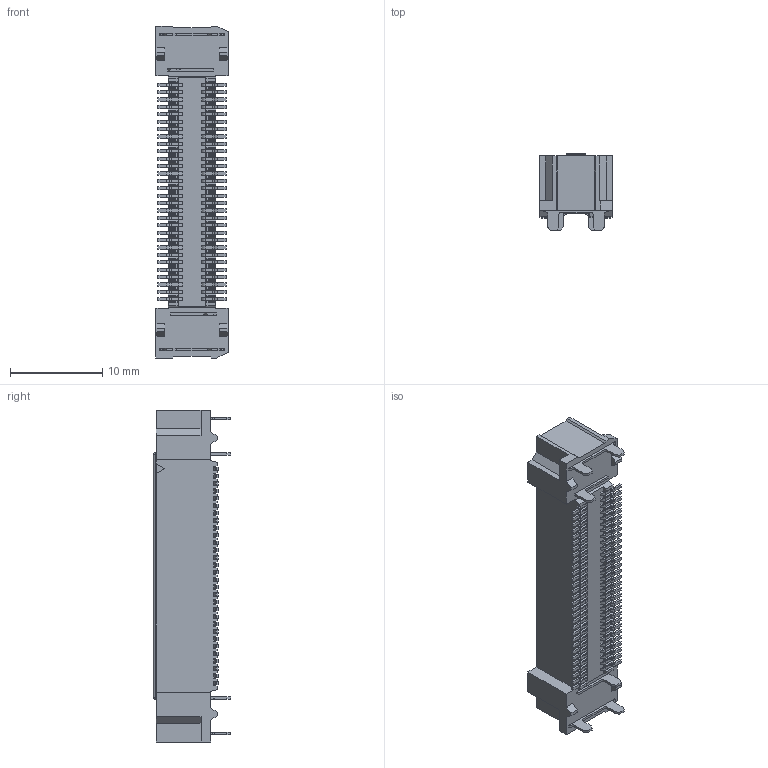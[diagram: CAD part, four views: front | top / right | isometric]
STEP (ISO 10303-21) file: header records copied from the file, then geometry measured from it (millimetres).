
FILE_DESCRIPTION(('STEP AP214'),'1');
FILE_NAME('70605.stp','2020-03-05T08:24:00',('TraceParts'),('TraceParts S.A.'),'Spatial InterOp 3D',' ',' ');
FILE_SCHEMA(('AUTOMOTIVE_DESIGN { 1 0 10303 214 1 1 1 1 }'));
Length unit declared in the file: millimetre
Products named in the file (1): 70605
Bounding box: 7.8 x 8.35 x 35.9 mm (x, y, z)
Volume: 982.3 mm3; surface area: 1800.5 mm2
Topology: 1 solids, 1 shells, 1445 faces, 4105 edges, 2728 vertices
Faces by surface type: plane 1059, cylinder 382, sphere 4
Entity records: 58219 total; most frequent: CARTESIAN_POINT 8275, ORIENTED_EDGE 8202, DIRECTION 7757, EDGE_CURVE 4101, LINE 3337, VECTOR 3337, VERTEX_POINT 2728, AXIS2_PLACEMENT_3D 2210
